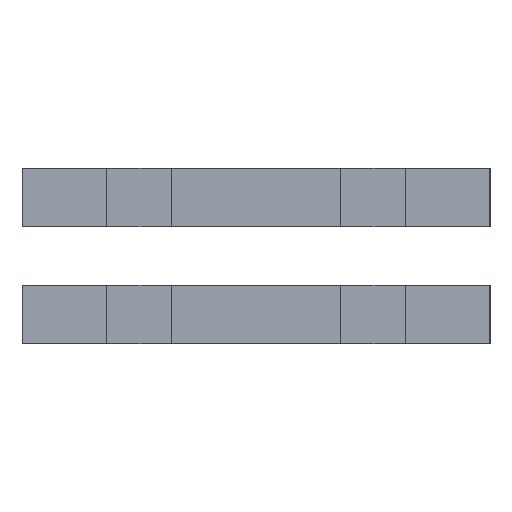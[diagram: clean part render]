
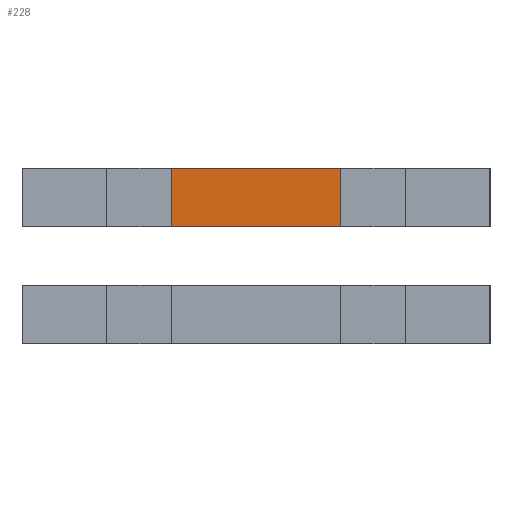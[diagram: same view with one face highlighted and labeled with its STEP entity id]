
A CAD part, left-side view. The second image highlights one B-rep face of the part: STEP entity #228.
In plain terms, the highlighted planar face has unit normal (-1, 0, 0).
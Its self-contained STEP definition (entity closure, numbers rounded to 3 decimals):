
#228=ADVANCED_FACE('',(#482),#483,.F.);
#482=FACE_OUTER_BOUND('',#774,.T.);
#483=PLANE('',#775);
#774=EDGE_LOOP('',(#1284,#1285,#1286,#1287));
#775=AXIS2_PLACEMENT_3D('',#1288,#1289,#1290);
#1284=ORIENTED_EDGE('',*,*,#1893,.T.);
#1285=ORIENTED_EDGE('',*,*,#1862,.T.);
#1286=ORIENTED_EDGE('',*,*,#1907,.T.);
#1287=ORIENTED_EDGE('',*,*,#1900,.F.);
#1288=CARTESIAN_POINT('',(0.0,40.0,25.0));
#1289=DIRECTION('',(1.0,0.0,0.0));
#1290=DIRECTION('',(0.0,-1.0,0.0));
#1862=EDGE_CURVE('',#2246,#2244,#2247,.T.);
#1893=EDGE_CURVE('',#2292,#2246,#2293,.T.);
#1900=EDGE_CURVE('',#2292,#2301,#2302,.T.);
#1907=EDGE_CURVE('',#2244,#2301,#2313,.T.);
#2244=VERTEX_POINT('',#2801);
#2246=VERTEX_POINT('',#2804);
#2247=LINE('',#2805,#2806);
#2292=VERTEX_POINT('',#2873);
#2293=LINE('',#2874,#2875);
#2301=VERTEX_POINT('',#2887);
#2302=LINE('',#2888,#2889);
#2313=LINE('',#2905,#2906);
#2801=CARTESIAN_POINT('',(0.0,25.5,20.0));
#2804=CARTESIAN_POINT('',(0.0,54.5,20.0));
#2805=CARTESIAN_POINT('',(0.0,40.0,20.0));
#2806=VECTOR('',#3376,1.0);
#2873=CARTESIAN_POINT('',(0.0,54.5,30.0));
#2874=CARTESIAN_POINT('',(0.0,54.5,25.0));
#2875=VECTOR('',#3399,1.0);
#2887=CARTESIAN_POINT('',(0.0,25.5,30.0));
#2888=CARTESIAN_POINT('',(0.0,40.0,30.0));
#2889=VECTOR('',#3404,1.0);
#2905=CARTESIAN_POINT('',(0.0,25.5,25.0));
#2906=VECTOR('',#3410,1.0);
#3376=DIRECTION('',(0.0,-1.0,0.0));
#3399=DIRECTION('',(0.0,0.0,-1.0));
#3404=DIRECTION('',(0.0,-1.0,0.0));
#3410=DIRECTION('',(0.0,0.0,1.0));
